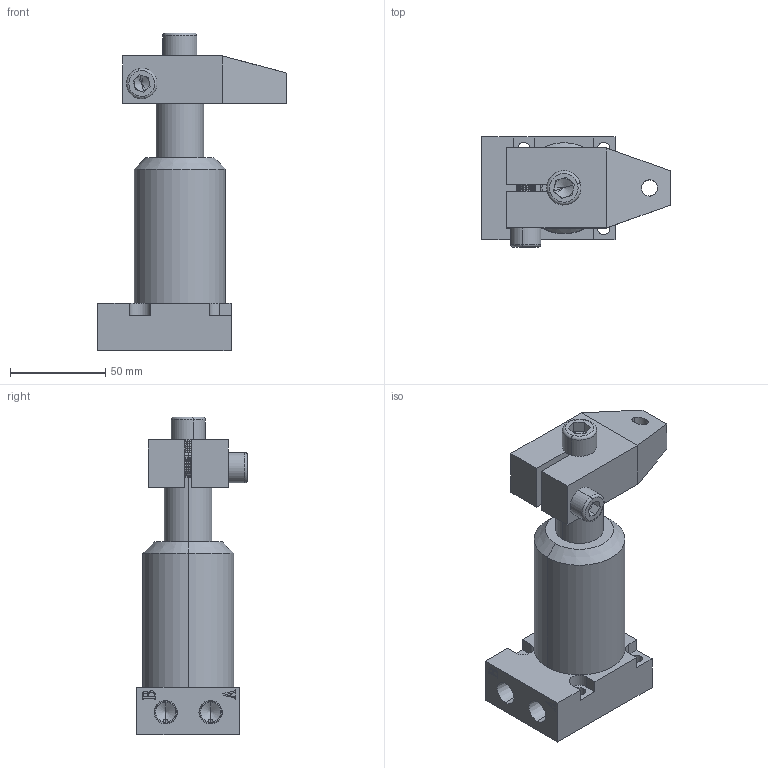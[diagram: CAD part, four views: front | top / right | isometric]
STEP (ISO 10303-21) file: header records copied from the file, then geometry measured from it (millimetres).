
FILE_DESCRIPTION (( 'STEP AP203' ), '1' );
FILE_NAME ('030-092.STEP', '2019-10-15T11:54:06', ( '微软用户' ), ( '微软中国' ), 'SwSTEP 2.0', 'SolidWorks 2012', '' );
FILE_SCHEMA (( 'CONFIG_CONTROL_DESIGN' ));
Length unit declared in the file: millimetre
Products named in the file (6): 030-092; hexagon socket head cap screws gb(GB_FASTENER_SCREWS_HSHCS M10X35-S); hexagon socket head cap screws gb(GB_FASTENER_SCREWS_HSHCS M12X20-S); 030-092揤旋; 030-092活塞杆; 030-092掛极
Assembly tree (5 placements, depth 2):
  030-092
    030-092掛极
    030-092活塞杆
    030-092揤旋
    hexagon socket head cap screws gb(GB_FASTENER_SCREWS_HSHCS M12X20-S)
    hexagon socket head cap screws gb(GB_FASTENER_SCREWS_HSHCS M10X35-S)
Bounding box: 99.2 x 58 x 167 mm (x, y, z)
Volume: 291265.3 mm3; surface area: 64868.3 mm2
Topology: 5 solids, 5 shells, 525 faces, 1151 edges, 645 vertices
Faces by surface type: cone 236, cylinder 158, plane 109, bspline 16, torus 6
Entity records: 15489 total; most frequent: CARTESIAN_POINT 3269, DIRECTION 2599, ORIENTED_EDGE 2282, EDGE_CURVE 1141, AXIS2_PLACEMENT_3D 983, VERTEX_POINT 645, LINE 633, VECTOR 633
